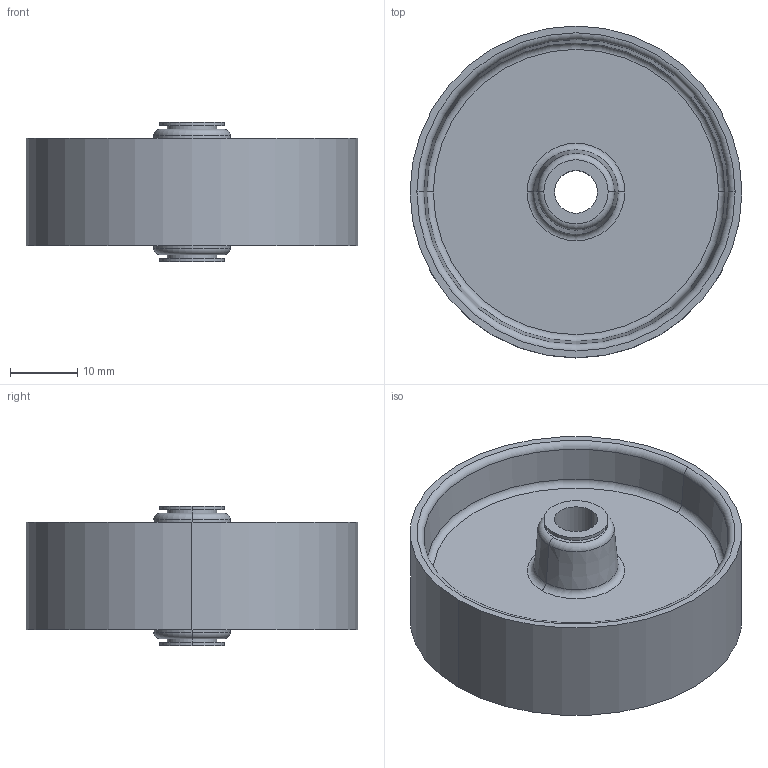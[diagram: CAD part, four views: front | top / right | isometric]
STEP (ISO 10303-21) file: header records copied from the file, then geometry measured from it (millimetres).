
FILE_DESCRIPTION (( 'STEP AP203' ), '1' );
FILE_NAME ('9960T667_SKATE WHEEL.STEP', '2020-10-12T17:23:28', ( 'Administrator' ), ( 'Managed by Terraform' ), 'SwSTEP 2.0', 'SolidWorks 2017', '' );
FILE_SCHEMA (( 'CONFIG_CONTROL_DESIGN' ));
Length unit declared in the file: inch
Products named in the file (1): 9960T667_SKATE WHEEL
Bounding box: 49.21 x 49.21 x 20.64 mm (x, y, z)
Volume: 9676.1 mm3; surface area: 8885.5 mm2
Topology: 1 solids, 1 shells, 46 faces, 92 edges, 56 vertices
Faces by surface type: torus 16, cylinder 12, plane 10, cone 8
Entity records: 1303 total; most frequent: DIRECTION 258, CARTESIAN_POINT 195, ORIENTED_EDGE 184, AXIS2_PLACEMENT_3D 119, EDGE_CURVE 92, CIRCLE 72, VERTEX_POINT 56, EDGE_LOOP 56
